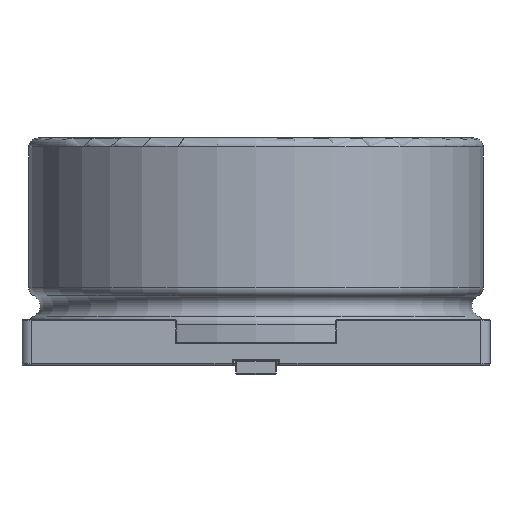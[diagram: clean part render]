
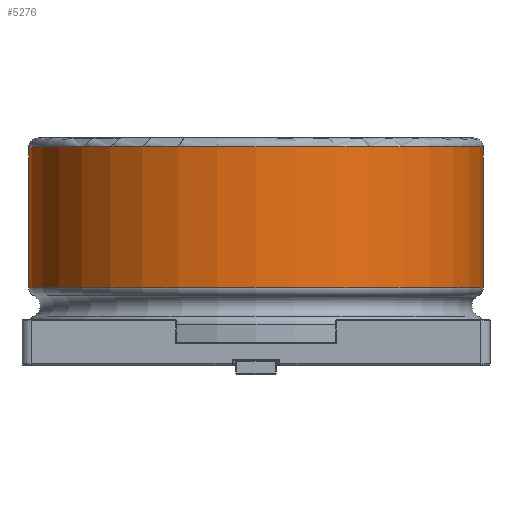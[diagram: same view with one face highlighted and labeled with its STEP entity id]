
A CAD part, left-side view. The second image highlights one B-rep face of the part: STEP entity #5276.
In plain terms, the highlighted cylindrical face has radius 5 mm (diameter 10 mm), a full revolution.
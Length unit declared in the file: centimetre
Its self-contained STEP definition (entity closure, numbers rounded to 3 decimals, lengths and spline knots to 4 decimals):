
#99=CYLINDRICAL_SURFACE('',#5633,0.5);
#417=FACE_OUTER_BOUND('',#734,.T.);
#734=EDGE_LOOP('',(#3731,#3732,#3733,#3734,#3735,#3736));
#993=CIRCLE('',#5614,0.5);
#995=CIRCLE('',#5616,0.5);
#1004=CIRCLE('',#5630,0.5);
#1006=CIRCLE('',#5632,0.5);
#1295=LINE('',#8088,#1763);
#1763=VECTOR('',#6293,0.5);
#2223=VERTEX_POINT('',#8057);
#2224=VERTEX_POINT('',#8058);
#2231=VERTEX_POINT('',#8082);
#2232=VERTEX_POINT('',#8083);
#2762=EDGE_CURVE('',#2223,#2224,#993,.T.);
#2764=EDGE_CURVE('',#2224,#2223,#995,.T.);
#2774=EDGE_CURVE('',#2231,#2232,#1004,.T.);
#2776=EDGE_CURVE('',#2232,#2231,#1006,.T.);
#2777=EDGE_CURVE('',#2224,#2232,#1295,.T.);
#3731=ORIENTED_EDGE('',*,*,#2762,.T.);
#3732=ORIENTED_EDGE('',*,*,#2777,.T.);
#3733=ORIENTED_EDGE('',*,*,#2776,.T.);
#3734=ORIENTED_EDGE('',*,*,#2774,.T.);
#3735=ORIENTED_EDGE('',*,*,#2777,.F.);
#3736=ORIENTED_EDGE('',*,*,#2764,.T.);
#5276=ADVANCED_FACE('',(#417),#99,.T.);
#5614=AXIS2_PLACEMENT_3D('',#8059,#6252,#6253);
#5616=AXIS2_PLACEMENT_3D('',#8061,#6256,#6257);
#5630=AXIS2_PLACEMENT_3D('',#8084,#6285,#6286);
#5632=AXIS2_PLACEMENT_3D('',#8086,#6289,#6290);
#5633=AXIS2_PLACEMENT_3D('',#8087,#6291,#6292);
#6252=DIRECTION('center_axis',(0.,0.,-1.));
#6253=DIRECTION('ref_axis',(0.,-1.,0.));
#6256=DIRECTION('center_axis',(0.,0.,-1.));
#6257=DIRECTION('ref_axis',(0.,-1.,0.));
#6285=DIRECTION('center_axis',(0.,0.,1.));
#6286=DIRECTION('ref_axis',(0.,-1.,0.));
#6289=DIRECTION('center_axis',(0.,0.,1.));
#6290=DIRECTION('ref_axis',(0.,-1.,0.));
#6291=DIRECTION('center_axis',(0.,0.,1.));
#6292=DIRECTION('ref_axis',(0.,-1.,0.));
#6293=DIRECTION('',(0.,0.,-1.));
#8057=CARTESIAN_POINT('',(0.5,0.,0.5));
#8058=CARTESIAN_POINT('',(0.,0.5,0.5));
#8059=CARTESIAN_POINT('Origin',(0.,0.,
0.5));
#8061=CARTESIAN_POINT('Origin',(0.,0.,
0.5));
#8082=CARTESIAN_POINT('',(-0.5,0.,0.1903));
#8083=CARTESIAN_POINT('',(0.,0.5,0.1903));
#8084=CARTESIAN_POINT('Origin',(0.,0.,
0.1903));
#8086=CARTESIAN_POINT('Origin',(0.,0.,
0.1903));
#8087=CARTESIAN_POINT('Origin',(0.,0.,
0.07));
#8088=CARTESIAN_POINT('',(0.,0.5,0.07));
